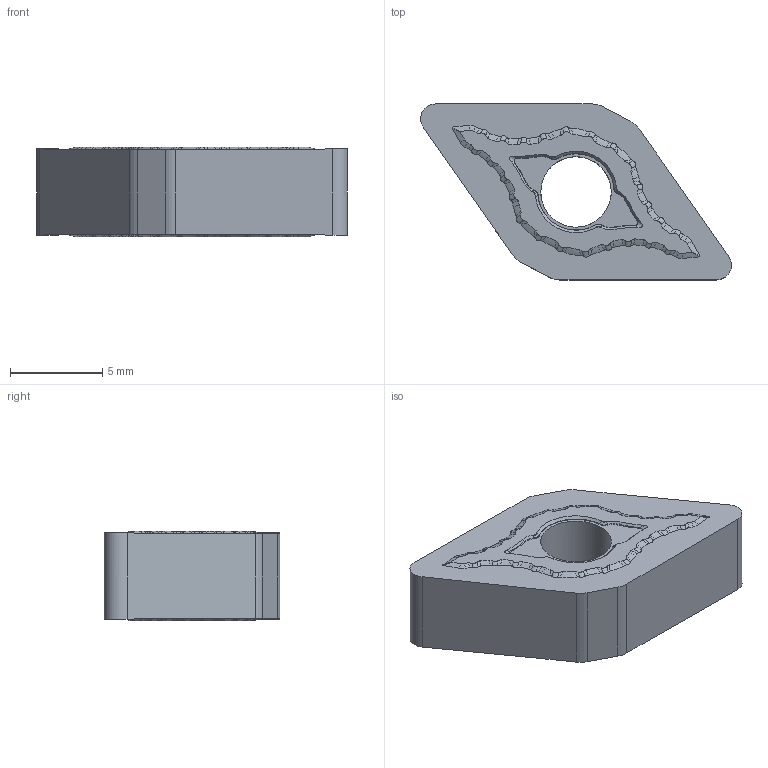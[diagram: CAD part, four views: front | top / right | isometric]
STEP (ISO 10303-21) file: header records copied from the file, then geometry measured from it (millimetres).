
FILE_DESCRIPTION(/* description */ (''),/* implementation_level */ '2;1');
FILE_NAME(/* name */ 'DNMG110408E_SM_115003044ndi000_00_SIM.stp',/* time_stamp */ '2022-01-17T09:25:11+01:00',/* author */ (''),/* organization */ (''),/* preprocessor_version */ 'ST-DEVELOPER v16.7',/* originating_system */ 'SIEMENS PLM Software NX 12.0',/* authorisation */ '');
FILE_SCHEMA (('AUTOMOTIVE_DESIGN { 1 0 10303 214 3 1 1 1 }'));
Length unit declared in the file: millimetre
Products named in the file (1): mp54436087B2udzj
Bounding box: 16.82 x 9.53 x 4.86 mm (x, y, z)
Volume: 447.3 mm3; surface area: 451.8 mm2
Topology: 1 solids, 1 shells, 343 faces, 979 edges, 638 vertices
Faces by surface type: bspline 172, torus 52, extrusion 48, cylinder 35, cone 20, plane 16
Full cylindrical faces by diameter (mm): 3.81 x1
Entity records: 18380 total; most frequent: CARTESIAN_POINT 11268, ORIENTED_EDGE 1948, EDGE_CURVE 974, DIRECTION 816, B_SPLINE_CURVE_WITH_KNOTS 734, VERTEX_POINT 638, AXIS2_PLACEMENT_3D 356, EDGE_LOOP 350
